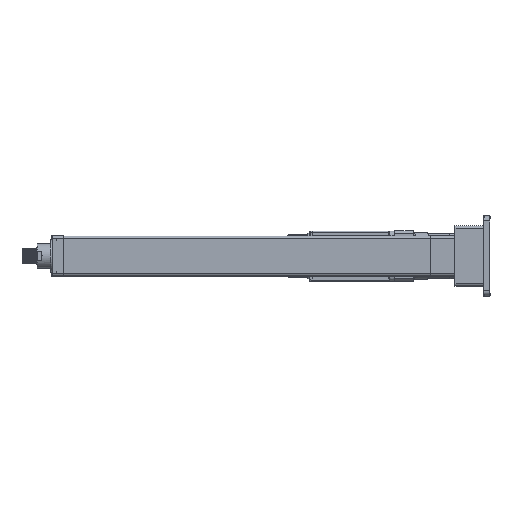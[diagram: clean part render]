
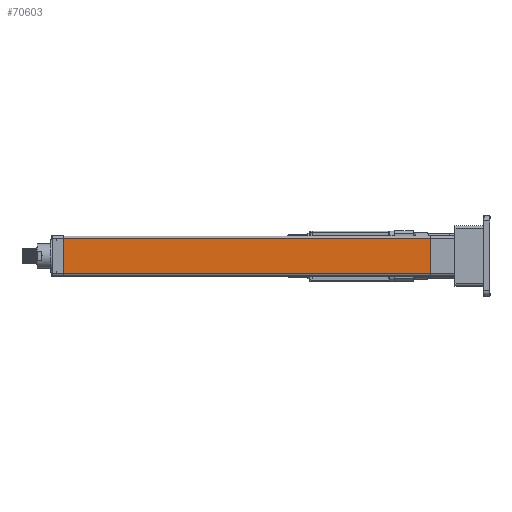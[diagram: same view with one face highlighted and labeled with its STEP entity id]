
A CAD part, left-side view. The second image highlights one B-rep face of the part: STEP entity #70603.
In plain terms, the highlighted face is planar.
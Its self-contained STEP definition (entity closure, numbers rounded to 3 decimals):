
#1984 = CARTESIAN_POINT ( 'NONE',  ( 35., -40., 735. ) ) ;
#5037 = CARTESIAN_POINT ( 'NONE',  ( 35., -40., 0. ) ) ;
#6519 = CARTESIAN_POINT ( 'NONE',  ( -35., -40., 0. ) ) ;
#6657 = EDGE_CURVE ( 'NONE', #36538, #29893, #9395, .T. ) ;
#9395 = LINE ( 'NONE', #15149, #48816 ) ;
#10606 = CARTESIAN_POINT ( 'NONE',  ( -35., -40., 735. ) ) ;
#13771 = CARTESIAN_POINT ( 'NONE',  ( 35., -40., 735. ) ) ;
#15149 = CARTESIAN_POINT ( 'NONE',  ( 35., -40., 735. ) ) ;
#16326 = VECTOR ( 'NONE', #74120, 1000. ) ;
#18878 = EDGE_CURVE ( 'NONE', #44793, #29893, #73708, .T. ) ;
#22828 = CARTESIAN_POINT ( 'NONE',  ( -35., -40., 735. ) ) ;
#25052 = EDGE_CURVE ( 'NONE', #39103, #44793, #42998, .T. ) ;
#26497 = PLANE ( 'NONE',  #78842 ) ;
#26526 = ORIENTED_EDGE ( 'NONE', *, *, #6657, .F. ) ;
#28380 = ORIENTED_EDGE ( 'NONE', *, *, #32620, .F. ) ;
#29893 = VERTEX_POINT ( 'NONE', #72513 ) ;
#31105 = DIRECTION ( 'NONE',  ( 1., 0., 0. ) ) ;
#32620 = EDGE_CURVE ( 'NONE', #39103, #36538, #80902, .T. ) ;
#36538 = VERTEX_POINT ( 'NONE', #1984 ) ;
#39103 = VERTEX_POINT ( 'NONE', #10606 ) ;
#40098 = ORIENTED_EDGE ( 'NONE', *, *, #25052, .T. ) ;
#40995 = EDGE_LOOP ( 'NONE', ( #66347, #26526, #28380, #40098 ) ) ;
#42998 = LINE ( 'NONE', #22828, #45525 ) ;
#44793 = VERTEX_POINT ( 'NONE', #6519 ) ;
#45525 = VECTOR ( 'NONE', #67316, 1000. ) ;
#45825 = DIRECTION ( 'NONE',  ( 0., 1., 0. ) ) ;
#48816 = VECTOR ( 'NONE', #64983, 1000. ) ;
#51259 = CARTESIAN_POINT ( 'NONE',  ( 35., -40., 735. ) ) ;
#59019 = FACE_OUTER_BOUND ( 'NONE', #40995, .T. ) ;
#60994 = VECTOR ( 'NONE', #31105, 1000. ) ;
#64983 = DIRECTION ( 'NONE',  ( 0., 0., -1. ) ) ;
#66347 = ORIENTED_EDGE ( 'NONE', *, *, #18878, .T. ) ;
#67316 = DIRECTION ( 'NONE',  ( 0., 0., -1. ) ) ;
#70603 = ADVANCED_FACE ( 'NONE', ( #59019 ), #26497, .F. ) ;
#70969 = DIRECTION ( 'NONE',  ( -1., 0., 0. ) ) ;
#72513 = CARTESIAN_POINT ( 'NONE',  ( 35., -40., 0. ) ) ;
#73708 = LINE ( 'NONE', #5037, #16326 ) ;
#74120 = DIRECTION ( 'NONE',  ( 1., 0., 0. ) ) ;
#78842 = AXIS2_PLACEMENT_3D ( 'NONE', #13771, #45825, #70969 ) ;
#80902 = LINE ( 'NONE', #51259, #60994 ) ;
